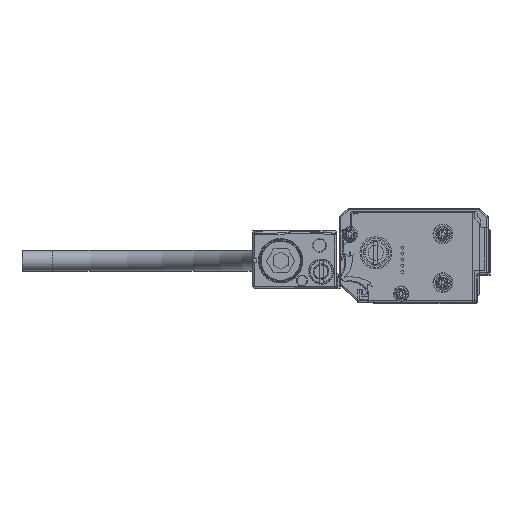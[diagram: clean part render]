
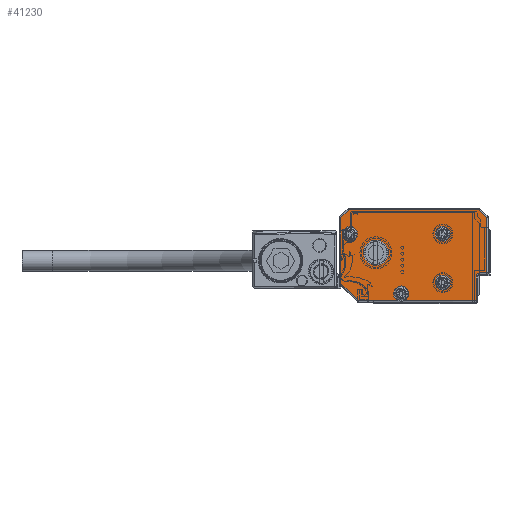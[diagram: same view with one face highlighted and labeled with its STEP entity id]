
A CAD part, left-side view. The second image highlights one B-rep face of the part: STEP entity #41230.
In plain terms, the highlighted planar face has unit normal (-1, 0, 0).
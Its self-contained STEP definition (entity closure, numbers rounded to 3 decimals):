
#41015=AXIS2_PLACEMENT_3D('Circle Axis2P3D',#41013,#41014,$) ;
#41043=AXIS2_PLACEMENT_3D('Circle Axis2P3D',#41041,#41042,$) ;
#41058=AXIS2_PLACEMENT_3D('Plane Axis2P3D',#41055,#41056,#41057) ;
#41062=AXIS2_PLACEMENT_3D('Circle Axis2P3D',#41060,#41061,$) ;
#41069=AXIS2_PLACEMENT_3D('Circle Axis2P3D',#41067,#41068,$) ;
#41076=AXIS2_PLACEMENT_3D('Circle Axis2P3D',#41074,#41075,$) ;
#41088=AXIS2_PLACEMENT_3D('Circle Axis2P3D',#41086,#41087,$) ;
#41160=AXIS2_PLACEMENT_3D('Circle Axis2P3D',#41158,#41159,$) ;
#41169=AXIS2_PLACEMENT_3D('Circle Axis2P3D',#41167,#41168,$) ;
#41178=AXIS2_PLACEMENT_3D('Circle Axis2P3D',#41176,#41177,$) ;
#41187=AXIS2_PLACEMENT_3D('Circle Axis2P3D',#41185,#41186,$) ;
#41196=AXIS2_PLACEMENT_3D('Circle Axis2P3D',#41194,#41195,$) ;
#41205=AXIS2_PLACEMENT_3D('Circle Axis2P3D',#41203,#41204,$) ;
#41214=AXIS2_PLACEMENT_3D('Circle Axis2P3D',#41212,#41213,$) ;
#41223=AXIS2_PLACEMENT_3D('Circle Axis2P3D',#41221,#41222,$) ;
#35065=CARTESIAN_POINT('Vertex',(-1173.,8.4,-1.)) ;
#35067=CARTESIAN_POINT('Vertex',(-1173.,7.,-1.)) ;
#35070=CARTESIAN_POINT('Line Origine',(-1173.,3.5,-1.)) ;
#35074=CARTESIAN_POINT('Vertex',(-1173.,21.793,-1.)) ;
#35086=CARTESIAN_POINT('Vertex',(-1173.,-17.,-1.)) ;
#35089=CARTESIAN_POINT('Line Origine',(-1173.,3.5,-1.)) ;
#41013=CARTESIAN_POINT('Axis2P3D Location',(-1173.,7.7,1.4)) ;
#41017=CARTESIAN_POINT('Vertex',(-1173.,5.2,1.4)) ;
#41038=CARTESIAN_POINT('Vertex',(-1173.,9.894,0.201)) ;
#41041=CARTESIAN_POINT('Axis2P3D Location',(-1173.,7.7,1.4)) ;
#41055=CARTESIAN_POINT('Axis2P3D Location',(-1173.,-21.5,13.5)) ;
#41060=CARTESIAN_POINT('Axis2P3D Location',(-1173.,7.7,1.4)) ;
#41064=CARTESIAN_POINT('Vertex',(-1173.,10.2,1.4)) ;
#41067=CARTESIAN_POINT('Axis2P3D Location',(-1173.,7.7,1.4)) ;
#41071=CARTESIAN_POINT('Vertex',(-1173.,5.506,2.599)) ;
#41074=CARTESIAN_POINT('Axis2P3D Location',(-1173.,7.7,1.4)) ;
#41079=CARTESIAN_POINT('Line Origine',(-1173.,-17.,3.1)) ;
#41083=CARTESIAN_POINT('Vertex',(-1173.,-17.,7.2)) ;
#41086=CARTESIAN_POINT('Axis2P3D Location',(-1173.,-18.,7.2)) ;
#41090=CARTESIAN_POINT('Vertex',(-1173.,-18.,8.2)) ;
#41093=CARTESIAN_POINT('Line Origine',(-1173.,-19.25,8.2)) ;
#41097=CARTESIAN_POINT('Vertex',(-1173.,-20.5,8.2)) ;
#41100=CARTESIAN_POINT('Line Origine',(-1173.,-20.5,17.246)) ;
#41104=CARTESIAN_POINT('Vertex',(-1173.,-20.5,26.293)) ;
#41107=CARTESIAN_POINT('Line Origine',(-1173.,-19.146,27.646)) ;
#41111=CARTESIAN_POINT('Vertex',(-1173.,-17.793,29.)) ;
#41114=CARTESIAN_POINT('Line Origine',(-1173.,3.5,29.)) ;
#41118=CARTESIAN_POINT('Vertex',(-1173.,24.793,29.)) ;
#41121=CARTESIAN_POINT('Line Origine',(-1173.,26.146,27.646)) ;
#41125=CARTESIAN_POINT('Vertex',(-1173.,27.5,26.293)) ;
#41128=CARTESIAN_POINT('Line Origine',(-1173.,27.5,15.5)) ;
#41132=CARTESIAN_POINT('Vertex',(-1173.,27.5,4.707)) ;
#41135=CARTESIAN_POINT('Line Origine',(-1173.,24.646,1.854)) ;
#41158=CARTESIAN_POINT('Axis2P3D Location',(-1173.,-6.,5.)) ;
#41162=CARTESIAN_POINT('Vertex',(-1173.,-3.806,3.801)) ;
#41164=CARTESIAN_POINT('Vertex',(-1173.,-8.194,6.199)) ;
#41167=CARTESIAN_POINT('Axis2P3D Location',(-1173.,-6.,5.)) ;
#41176=CARTESIAN_POINT('Axis2P3D Location',(-1173.,16.,14.8)) ;
#41180=CARTESIAN_POINT('Vertex',(-1173.,11.85,14.8)) ;
#41182=CARTESIAN_POINT('Vertex',(-1173.,20.15,14.8)) ;
#41185=CARTESIAN_POINT('Axis2P3D Location',(-1173.,16.,14.8)) ;
#41194=CARTESIAN_POINT('Axis2P3D Location',(-1173.,-6.,21.)) ;
#41198=CARTESIAN_POINT('Vertex',(-1173.,-8.194,22.199)) ;
#41200=CARTESIAN_POINT('Vertex',(-1173.,-3.806,19.801)) ;
#41203=CARTESIAN_POINT('Axis2P3D Location',(-1173.,-6.,21.)) ;
#41212=CARTESIAN_POINT('Axis2P3D Location',(-1173.,24.5,20.9)) ;
#41216=CARTESIAN_POINT('Vertex',(-1173.,22.306,22.099)) ;
#41218=CARTESIAN_POINT('Vertex',(-1173.,26.694,19.701)) ;
#41221=CARTESIAN_POINT('Axis2P3D Location',(-1173.,24.5,20.9)) ;
#35071=DIRECTION('Vector Direction',(0.,1.,0.)) ;
#35090=DIRECTION('Vector Direction',(0.,1.,0.)) ;
#41014=DIRECTION('Axis2P3D Direction',(-1.,0.,0.)) ;
#41042=DIRECTION('Axis2P3D Direction',(-1.,0.,0.)) ;
#41056=DIRECTION('Axis2P3D Direction',(1.,0.,0.)) ;
#41057=DIRECTION('Axis2P3D XDirection',(0.,1.,0.)) ;
#41061=DIRECTION('Axis2P3D Direction',(1.,0.,0.)) ;
#41068=DIRECTION('Axis2P3D Direction',(1.,0.,0.)) ;
#41075=DIRECTION('Axis2P3D Direction',(1.,0.,0.)) ;
#41080=DIRECTION('Vector Direction',(0.,0.,1.)) ;
#41087=DIRECTION('Axis2P3D Direction',(1.,0.,0.)) ;
#41094=DIRECTION('Vector Direction',(0.,-1.,0.)) ;
#41101=DIRECTION('Vector Direction',(0.,0.,1.)) ;
#41108=DIRECTION('Vector Direction',(0.,-0.707,-0.707)) ;
#41115=DIRECTION('Vector Direction',(0.,1.,0.)) ;
#41122=DIRECTION('Vector Direction',(0.,0.707,-0.707)) ;
#41129=DIRECTION('Vector Direction',(0.,0.,-1.)) ;
#41136=DIRECTION('Vector Direction',(0.,-0.707,-0.707)) ;
#41159=DIRECTION('Axis2P3D Direction',(1.,0.,0.)) ;
#41168=DIRECTION('Axis2P3D Direction',(1.,0.,0.)) ;
#41177=DIRECTION('Axis2P3D Direction',(1.,0.,0.)) ;
#41186=DIRECTION('Axis2P3D Direction',(1.,0.,0.)) ;
#41195=DIRECTION('Axis2P3D Direction',(1.,0.,0.)) ;
#41204=DIRECTION('Axis2P3D Direction',(1.,0.,0.)) ;
#41213=DIRECTION('Axis2P3D Direction',(1.,0.,0.)) ;
#41222=DIRECTION('Axis2P3D Direction',(1.,0.,0.)) ;
#35072=VECTOR('Line Direction',#35071,1.) ;
#35091=VECTOR('Line Direction',#35090,1.) ;
#41081=VECTOR('Line Direction',#41080,1.) ;
#41095=VECTOR('Line Direction',#41094,1.) ;
#41102=VECTOR('Line Direction',#41101,1.) ;
#41109=VECTOR('Line Direction',#41108,1.) ;
#41116=VECTOR('Line Direction',#41115,1.) ;
#41123=VECTOR('Line Direction',#41122,1.) ;
#41130=VECTOR('Line Direction',#41129,1.) ;
#41137=VECTOR('Line Direction',#41136,1.) ;
#41141=ORIENTED_EDGE('',*,*,#41045,.T.) ;
#41142=ORIENTED_EDGE('',*,*,#41066,.T.) ;
#41143=ORIENTED_EDGE('',*,*,#41073,.T.) ;
#41144=ORIENTED_EDGE('',*,*,#41078,.T.) ;
#41145=ORIENTED_EDGE('',*,*,#41019,.T.) ;
#41146=ORIENTED_EDGE('',*,*,#35093,.F.) ;
#41147=ORIENTED_EDGE('',*,*,#41085,.F.) ;
#41148=ORIENTED_EDGE('',*,*,#41092,.F.) ;
#41149=ORIENTED_EDGE('',*,*,#41099,.F.) ;
#41150=ORIENTED_EDGE('',*,*,#41106,.F.) ;
#41151=ORIENTED_EDGE('',*,*,#41113,.F.) ;
#41152=ORIENTED_EDGE('',*,*,#41120,.F.) ;
#41153=ORIENTED_EDGE('',*,*,#41127,.F.) ;
#41154=ORIENTED_EDGE('',*,*,#41134,.F.) ;
#41155=ORIENTED_EDGE('',*,*,#41139,.F.) ;
#41156=ORIENTED_EDGE('',*,*,#35076,.F.) ;
#41173=ORIENTED_EDGE('',*,*,#41166,.T.) ;
#41174=ORIENTED_EDGE('',*,*,#41171,.T.) ;
#41191=ORIENTED_EDGE('',*,*,#41184,.T.) ;
#41192=ORIENTED_EDGE('',*,*,#41189,.T.) ;
#41209=ORIENTED_EDGE('',*,*,#41202,.T.) ;
#41210=ORIENTED_EDGE('',*,*,#41207,.T.) ;
#41227=ORIENTED_EDGE('',*,*,#41220,.T.) ;
#41228=ORIENTED_EDGE('',*,*,#41225,.T.) ;
#41175=FACE_BOUND('',#41172,.T.) ;
#41193=FACE_BOUND('',#41190,.T.) ;
#41211=FACE_BOUND('',#41208,.T.) ;
#41229=FACE_BOUND('',#41226,.T.) ;
#41230=ADVANCED_FACE('\X2\FF8AFF9FFF70FF82\X0\ \X2\FF8EFF9EFF83FF9EFF68FF70\X0\',(#41157,#41175,#41193,#41211,#41229),#41059,.F.) ;
#41016=CIRCLE('generated circle',#41015,2.5) ;
#41044=CIRCLE('generated circle',#41043,2.5) ;
#41063=CIRCLE('generated circle',#41062,2.5) ;
#41070=CIRCLE('generated circle',#41069,2.5) ;
#41077=CIRCLE('generated circle',#41076,2.5) ;
#41089=CIRCLE('generated circle',#41088,1.) ;
#41161=CIRCLE('generated circle',#41160,2.5) ;
#41170=CIRCLE('generated circle',#41169,2.5) ;
#41179=CIRCLE('generated circle',#41178,4.15) ;
#41188=CIRCLE('generated circle',#41187,4.15) ;
#41197=CIRCLE('generated circle',#41196,2.5) ;
#41206=CIRCLE('generated circle',#41205,2.5) ;
#41215=CIRCLE('generated circle',#41214,2.5) ;
#41224=CIRCLE('generated circle',#41223,2.5) ;
#35076=EDGE_CURVE('',#35066,#35075,#35073,.T.) ;
#35093=EDGE_CURVE('',#35087,#35068,#35092,.T.) ;
#41019=EDGE_CURVE('',#41018,#35068,#41016,.F.) ;
#41045=EDGE_CURVE('',#35066,#41039,#41044,.F.) ;
#41066=EDGE_CURVE('',#41039,#41065,#41063,.T.) ;
#41073=EDGE_CURVE('',#41065,#41072,#41070,.T.) ;
#41078=EDGE_CURVE('',#41072,#41018,#41077,.T.) ;
#41085=EDGE_CURVE('',#41084,#35087,#41082,.F.) ;
#41092=EDGE_CURVE('',#41091,#41084,#41089,.F.) ;
#41099=EDGE_CURVE('',#41098,#41091,#41096,.F.) ;
#41106=EDGE_CURVE('',#41105,#41098,#41103,.F.) ;
#41113=EDGE_CURVE('',#41112,#41105,#41110,.T.) ;
#41120=EDGE_CURVE('',#41119,#41112,#41117,.F.) ;
#41127=EDGE_CURVE('',#41126,#41119,#41124,.F.) ;
#41134=EDGE_CURVE('',#41133,#41126,#41131,.F.) ;
#41139=EDGE_CURVE('',#35075,#41133,#41138,.F.) ;
#41166=EDGE_CURVE('',#41163,#41165,#41161,.T.) ;
#41171=EDGE_CURVE('',#41165,#41163,#41170,.T.) ;
#41184=EDGE_CURVE('',#41181,#41183,#41179,.T.) ;
#41189=EDGE_CURVE('',#41183,#41181,#41188,.T.) ;
#41202=EDGE_CURVE('',#41199,#41201,#41197,.T.) ;
#41207=EDGE_CURVE('',#41201,#41199,#41206,.T.) ;
#41220=EDGE_CURVE('',#41217,#41219,#41215,.T.) ;
#41225=EDGE_CURVE('',#41219,#41217,#41224,.T.) ;
#41140=EDGE_LOOP('',(#41141,#41142,#41143,#41144,#41145,#41146,#41147,#41148,#41149,#41150,#41151,#41152,#41153,#41154,#41155,#41156)) ;
#41172=EDGE_LOOP('',(#41173,#41174)) ;
#41190=EDGE_LOOP('',(#41191,#41192)) ;
#41208=EDGE_LOOP('',(#41209,#41210)) ;
#41226=EDGE_LOOP('',(#41227,#41228)) ;
#41157=FACE_OUTER_BOUND('',#41140,.T.) ;
#35073=LINE('Line',#35070,#35072) ;
#35092=LINE('Line',#35089,#35091) ;
#41082=LINE('Line',#41079,#41081) ;
#41096=LINE('Line',#41093,#41095) ;
#41103=LINE('Line',#41100,#41102) ;
#41110=LINE('Line',#41107,#41109) ;
#41117=LINE('Line',#41114,#41116) ;
#41124=LINE('Line',#41121,#41123) ;
#41131=LINE('Line',#41128,#41130) ;
#41138=LINE('Line',#41135,#41137) ;
#41059=PLANE('Plane',#41058) ;
#35066=VERTEX_POINT('',#35065) ;
#35068=VERTEX_POINT('',#35067) ;
#35075=VERTEX_POINT('',#35074) ;
#35087=VERTEX_POINT('',#35086) ;
#41018=VERTEX_POINT('',#41017) ;
#41039=VERTEX_POINT('',#41038) ;
#41065=VERTEX_POINT('',#41064) ;
#41072=VERTEX_POINT('',#41071) ;
#41084=VERTEX_POINT('',#41083) ;
#41091=VERTEX_POINT('',#41090) ;
#41098=VERTEX_POINT('',#41097) ;
#41105=VERTEX_POINT('',#41104) ;
#41112=VERTEX_POINT('',#41111) ;
#41119=VERTEX_POINT('',#41118) ;
#41126=VERTEX_POINT('',#41125) ;
#41133=VERTEX_POINT('',#41132) ;
#41163=VERTEX_POINT('',#41162) ;
#41165=VERTEX_POINT('',#41164) ;
#41181=VERTEX_POINT('',#41180) ;
#41183=VERTEX_POINT('',#41182) ;
#41199=VERTEX_POINT('',#41198) ;
#41201=VERTEX_POINT('',#41200) ;
#41217=VERTEX_POINT('',#41216) ;
#41219=VERTEX_POINT('',#41218) ;
